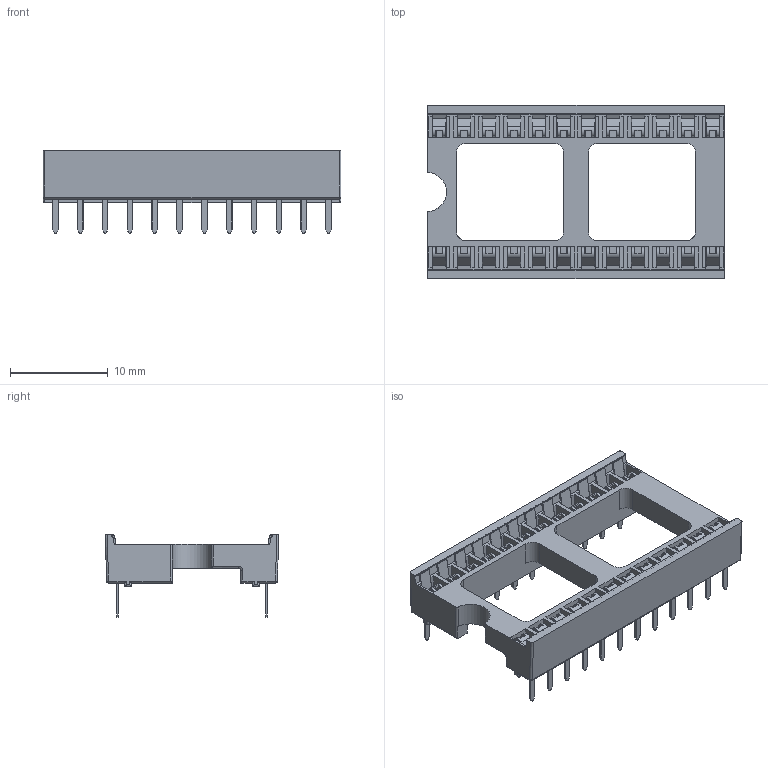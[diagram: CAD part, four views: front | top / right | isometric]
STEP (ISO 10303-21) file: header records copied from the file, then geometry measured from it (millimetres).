
FILE_DESCRIPTION(/* description */ (''),/* implementation_level */ '2;1');
FILE_NAME(/* name */ 'DIP-24 W15.24mm IC Socket.STEP',/* time_stamp */ '2019-09-19T19:38:05+02:00',/* author */ ('PCB-Tech'),/* organization */ (''),/* preprocessor_version */ 'ST-DEVELOPER v17',/* originating_system */ 'Autodesk Inventor 2019',/* authorisation */ '');
FILE_SCHEMA (('AUTOMOTIVE_DESIGN { 1 0 10303 214 3 1 1 }'));
Length unit declared in the file: millimetre
Products named in the file (3): DIP-24 W15.24mm IC Socket; Body DIP-24 Socket; Stamped Dual Wipe Contact for DIP Sockets
Assembly tree (25 placements, depth 2):
  DIP-24 W15.24mm IC Socket
    Body DIP-24 Socket
    Stamped Dual Wipe Contact for DIP Sockets  x24
Bounding box: 30.48 x 17.78 x 8.46 mm (x, y, z)
Volume: 949.9 mm3; surface area: 3026.9 mm2
Topology: 25 solids, 25 shells, 7203 faces, 17990 edges, 11027 vertices
Faces by surface type: plane 2413, bspline 1900, cylinder 1826, torus 915, sphere 149
Entity records: 25040 total; most frequent: CARTESIAN_POINT 6500, ORIENTED_EDGE 4050, DIRECTION 3481, EDGE_CURVE 2025, LINE 1567, VECTOR 1567, VERTEX_POINT 1297, AXIS2_PLACEMENT_3D 957
